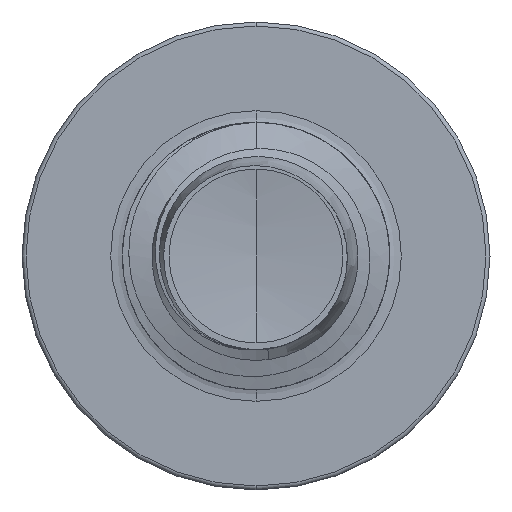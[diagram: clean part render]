
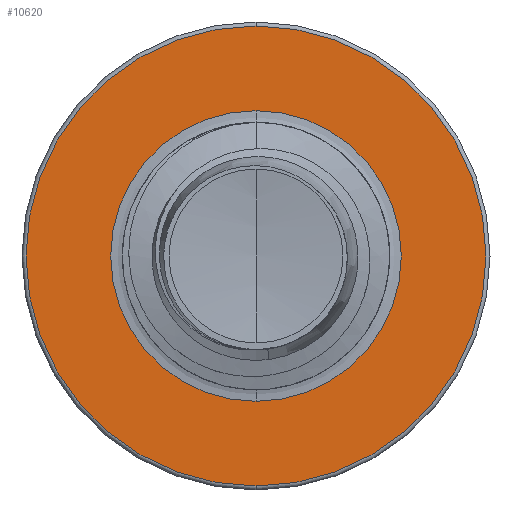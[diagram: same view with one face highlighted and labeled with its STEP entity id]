
A CAD part, front view. The second image highlights one B-rep face of the part: STEP entity #10620.
In plain terms, the highlighted planar face has unit normal (0, -1, 0).
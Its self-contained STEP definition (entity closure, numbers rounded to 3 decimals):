
#334 = AXIS2_PLACEMENT_3D ( 'NONE', #16721, #7238, #18109 ) ;
#911 = ORIENTED_EDGE ( 'NONE', *, *, #8696, .F. ) ;
#1045 = VERTEX_POINT ( 'NONE', #7268 ) ;
#1455 = EDGE_CURVE ( 'NONE', #11287, #5126, #18443, .T. ) ;
#1873 = CIRCLE ( 'NONE', #19554, 2.174 ) ;
#1896 = EDGE_CURVE ( 'NONE', #19647, #1045, #13192, .T. ) ;
#2519 = DIRECTION ( 'NONE',  ( 0., 1., 0. ) ) ;
#3017 = ORIENTED_EDGE ( 'NONE', *, *, #1896, .F. ) ;
#3360 = ORIENTED_EDGE ( 'NONE', *, *, #8597, .T. ) ;
#4564 = AXIS2_PLACEMENT_3D ( 'NONE', #8295, #8279, #8274 ) ;
#5126 = VERTEX_POINT ( 'NONE', #17959 ) ;
#5422 = CARTESIAN_POINT ( 'NONE',  ( 0., 7.5, -2.174 ) ) ;
#7238 = DIRECTION ( 'NONE',  ( 0., 1., 0. ) ) ;
#7268 = CARTESIAN_POINT ( 'NONE',  ( 0., 7.5, -3.44 ) ) ;
#7983 = CARTESIAN_POINT ( 'NONE',  ( 0., 7.5, 0. ) ) ;
#8274 = DIRECTION ( 'NONE',  ( 0., 0., 1. ) ) ;
#8279 = DIRECTION ( 'NONE',  ( 0., 1., 0. ) ) ;
#8295 = CARTESIAN_POINT ( 'NONE',  ( 0., 7.5, 0. ) ) ;
#8597 = EDGE_CURVE ( 'NONE', #5126, #11287, #1873, .T. ) ;
#8696 = EDGE_CURVE ( 'NONE', #1045, #19647, #11253, .T. ) ;
#9190 = FACE_OUTER_BOUND ( 'NONE', #10636, .T. ) ;
#9636 = DIRECTION ( 'NONE',  ( 0., 0., 1. ) ) ;
#9661 = DIRECTION ( 'NONE',  ( 0., 1., 0. ) ) ;
#9678 = CARTESIAN_POINT ( 'NONE',  ( 0., 7.5, 0. ) ) ;
#9722 = DIRECTION ( 'NONE',  ( 0., 0., 1. ) ) ;
#10620 = ADVANCED_FACE ( 'NONE', ( #9190, #16900 ), #15243, .F. ) ;
#10636 = EDGE_LOOP ( 'NONE', ( #3017, #911 ) ) ;
#11253 = CIRCLE ( 'NONE', #20605, 3.44 ) ;
#11287 = VERTEX_POINT ( 'NONE', #5422 ) ;
#12818 = CARTESIAN_POINT ( 'NONE',  ( 0., 7.5, 0. ) ) ;
#13192 = CIRCLE ( 'NONE', #4564, 3.44 ) ;
#14355 = DIRECTION ( 'NONE',  ( 0., 0., 1. ) ) ;
#15243 = PLANE ( 'NONE',  #334 ) ;
#16258 = ORIENTED_EDGE ( 'NONE', *, *, #1455, .T. ) ;
#16721 = CARTESIAN_POINT ( 'NONE',  ( 0., 7.5, -2.174 ) ) ;
#16900 = FACE_BOUND ( 'NONE', #19163, .T. ) ;
#17959 = CARTESIAN_POINT ( 'NONE',  ( 0., 7.5, 2.174 ) ) ;
#18109 = DIRECTION ( 'NONE',  ( 0., 0., 1. ) ) ;
#18443 = CIRCLE ( 'NONE', #18740, 2.174 ) ;
#18555 = CARTESIAN_POINT ( 'NONE',  ( 0., 7.5, 3.44 ) ) ;
#18673 = DIRECTION ( 'NONE',  ( 0., 1., 0. ) ) ;
#18740 = AXIS2_PLACEMENT_3D ( 'NONE', #9678, #9661, #9636 ) ;
#19163 = EDGE_LOOP ( 'NONE', ( #3360, #16258 ) ) ;
#19554 = AXIS2_PLACEMENT_3D ( 'NONE', #12818, #2519, #14355 ) ;
#19647 = VERTEX_POINT ( 'NONE', #18555 ) ;
#20605 = AXIS2_PLACEMENT_3D ( 'NONE', #7983, #18673, #9722 ) ;
